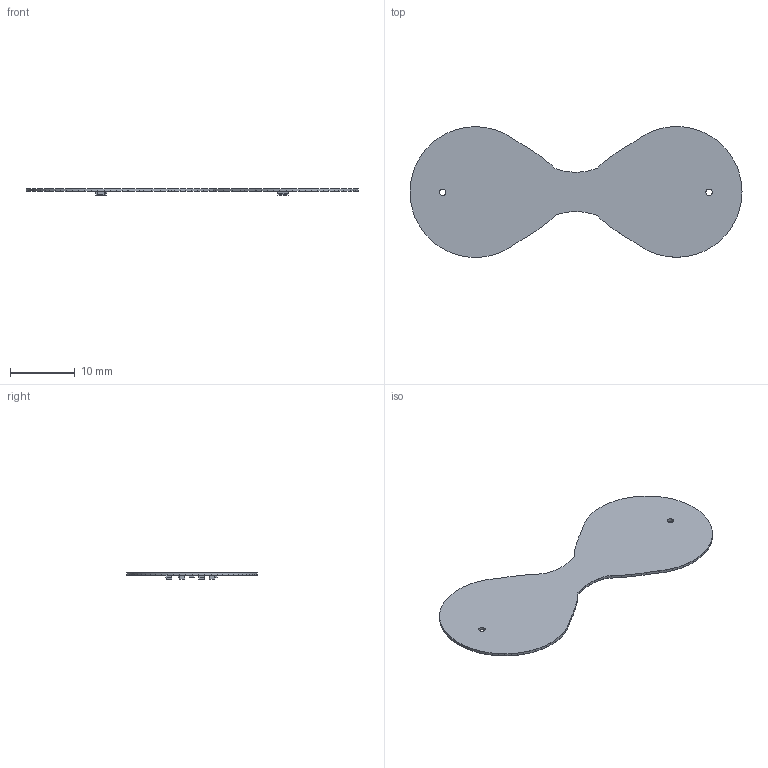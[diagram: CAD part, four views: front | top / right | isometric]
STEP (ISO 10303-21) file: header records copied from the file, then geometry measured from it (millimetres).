
FILE_DESCRIPTION(('Open CASCADE Model'),'2;1');
FILE_NAME('Open CASCADE Shape Model','2024-08-15T10:11:21',('Author'),( 'Open CASCADE'),'Open CASCADE STEP processor 6.5','Open CASCADE 6.5' ,'Unknown');
FILE_SCHEMA(('AUTOMOTIVE_DESIGN { 1 0 10303 214 1 1 1 1 }'));
Length unit declared in the file: millimetre
Products named in the file (14): PCB; Board; R4; RESC1608(0603); R3; C4; CAPC1608(0603); C3; R2; R1; C2; C1; R5; R6
Assembly tree (21 placements, depth 3):
  PCB
    Board
    R4
      RESC1608(0603)
    R3
      RESC1608(0603)
    C4
      CAPC1608(0603)
    C3
      CAPC1608(0603)
    R2
      RESC1608(0603)
    R1
      RESC1608(0603)
    C2
      CAPC1608(0603)
    C1
      CAPC1608(0603)
    R5
      RESC1608(0603)
    R6
      RESC1608(0603)
Bounding box: 51.09 x 20.11 x 1.01 mm (x, y, z)
Volume: 307.5 mm3; surface area: 1569.8 mm2
Topology: 11 solids, 11 shells, 564 faces, 1346 edges, 732 vertices
Faces by surface type: plane 282, cylinder 202, sphere 80
Full cylindrical faces by diameter (mm): 1 x2
Entity records: 15293 total; most frequent: CARTESIAN_POINT 3220, DIRECTION 2078, LINE 1430, VECTOR 1430, ORIENTED_EDGE 1156, PCURVE 1156, DEFINITIONAL_REPRESENTATION 1156, EDGE_CURVE 578
